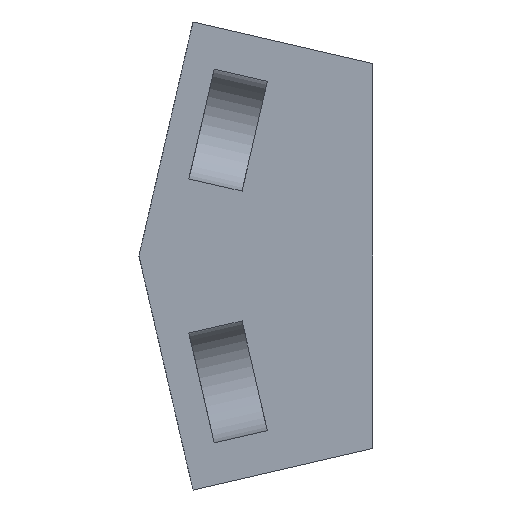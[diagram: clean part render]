
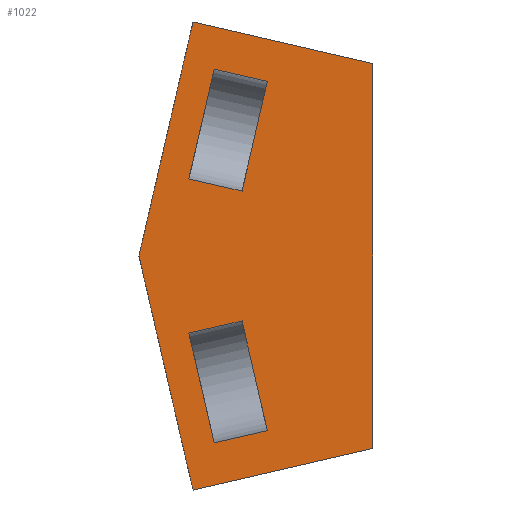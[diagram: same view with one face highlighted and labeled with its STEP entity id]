
A CAD part, front view. The second image highlights one B-rep face of the part: STEP entity #1022.
In plain terms, the highlighted planar face has unit normal (0, -1, 0).
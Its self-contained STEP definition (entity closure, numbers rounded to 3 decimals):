
#33=FACE_BOUND('',#213,.T.);
#34=FACE_BOUND('',#214,.T.);
#71=PLANE('',#1127);
#140=FACE_OUTER_BOUND('',#212,.T.);
#212=EDGE_LOOP('',(#946,#947,#948,#949,#950));
#213=EDGE_LOOP('',(#951,#952,#953,#954));
#214=EDGE_LOOP('',(#955,#956,#957,#958));
#217=LINE('',#1430,#323);
#223=LINE('',#1471,#329);
#228=LINE('',#1492,#334);
#233=LINE('',#1513,#339);
#236=LINE('',#1524,#342);
#241=LINE('',#1536,#347);
#245=LINE('',#1630,#351);
#311=LINE('',#1865,#417);
#313=LINE('',#1868,#419);
#315=LINE('',#1871,#421);
#316=LINE('',#1873,#422);
#317=LINE('',#1876,#423);
#319=LINE('',#1879,#425);
#323=VECTOR('',#1142,10.);
#329=VECTOR('',#1164,10.);
#334=VECTOR('',#1185,10.);
#339=VECTOR('',#1206,10.);
#342=VECTOR('',#1217,10.);
#347=VECTOR('',#1228,10.);
#351=VECTOR('',#1234,10.);
#417=VECTOR('',#1374,10.);
#419=VECTOR('',#1378,10.);
#421=VECTOR('',#1382,10.);
#422=VECTOR('',#1385,10.);
#423=VECTOR('',#1390,10.);
#425=VECTOR('',#1394,10.);
#458=VERTEX_POINT('',#1428);
#459=VERTEX_POINT('',#1429);
#468=VERTEX_POINT('',#1468);
#469=VERTEX_POINT('',#1470);
#476=VERTEX_POINT('',#1489);
#477=VERTEX_POINT('',#1491);
#483=VERTEX_POINT('',#1509);
#485=VERTEX_POINT('',#1512);
#488=VERTEX_POINT('',#1522);
#489=VERTEX_POINT('',#1523);
#493=VERTEX_POINT('',#1535);
#496=VERTEX_POINT('',#1628);
#497=VERTEX_POINT('',#1629);
#550=EDGE_CURVE('',#458,#459,#217,.T.);
#562=EDGE_CURVE('',#469,#468,#223,.T.);
#572=EDGE_CURVE('',#477,#476,#228,.T.);
#582=EDGE_CURVE('',#485,#483,#233,.T.);
#587=EDGE_CURVE('',#488,#489,#236,.T.);
#593=EDGE_CURVE('',#493,#488,#241,.T.);
#598=EDGE_CURVE('',#496,#497,#245,.T.);
#673=EDGE_CURVE('',#459,#477,#311,.T.);
#675=EDGE_CURVE('',#476,#458,#313,.T.);
#677=EDGE_CURVE('',#483,#469,#315,.T.);
#678=EDGE_CURVE('',#468,#485,#316,.T.);
#679=EDGE_CURVE('',#497,#493,#317,.T.);
#681=EDGE_CURVE('',#489,#496,#319,.T.);
#946=ORIENTED_EDGE('',*,*,#681,.F.);
#947=ORIENTED_EDGE('',*,*,#587,.F.);
#948=ORIENTED_EDGE('',*,*,#593,.F.);
#949=ORIENTED_EDGE('',*,*,#679,.F.);
#950=ORIENTED_EDGE('',*,*,#598,.F.);
#951=ORIENTED_EDGE('',*,*,#572,.T.);
#952=ORIENTED_EDGE('',*,*,#675,.T.);
#953=ORIENTED_EDGE('',*,*,#550,.T.);
#954=ORIENTED_EDGE('',*,*,#673,.T.);
#955=ORIENTED_EDGE('',*,*,#677,.T.);
#956=ORIENTED_EDGE('',*,*,#562,.T.);
#957=ORIENTED_EDGE('',*,*,#678,.T.);
#958=ORIENTED_EDGE('',*,*,#582,.T.);
#1022=ADVANCED_FACE('',(#140,#33,#34),#71,.F.);
#1127=AXIS2_PLACEMENT_3D('',#1882,#1398,#1399);
#1142=DIRECTION('',(-0.225,0.,-0.974));
#1164=DIRECTION('',(0.225,0.,-0.974));
#1185=DIRECTION('',(0.225,0.,0.974));
#1206=DIRECTION('',(-0.225,0.,0.974));
#1217=DIRECTION('',(0.225,0.,0.974));
#1228=DIRECTION('',(-0.225,0.,0.974));
#1234=DIRECTION('',(0.,0.,-1.));
#1374=DIRECTION('',(-0.974,0.,0.225));
#1378=DIRECTION('',(0.974,0.,-0.225));
#1382=DIRECTION('',(0.974,0.,0.225));
#1385=DIRECTION('',(-0.974,0.,-0.225));
#1390=DIRECTION('',(-0.974,0.,-0.225));
#1394=DIRECTION('',(0.974,0.,-0.225));
#1398=DIRECTION('center_axis',(0.,1.,0.));
#1399=DIRECTION('ref_axis',(0.,0.,1.));
#1428=CARTESIAN_POINT('',(32.911,0.,44.756));
#1429=CARTESIAN_POINT('',(26.418,0.,16.628));
#1430=CARTESIAN_POINT('',(27.933,0.,23.191));
#1468=CARTESIAN_POINT('',(32.911,0.,-44.756));
#1470=CARTESIAN_POINT('',(26.418,0.,-16.628));
#1471=CARTESIAN_POINT('',(24.686,0.,-9.127));
#1489=CARTESIAN_POINT('',(19.27,0.,47.905));
#1491=CARTESIAN_POINT('',(12.776,0.,19.777));
#1492=CARTESIAN_POINT('',(11.045,0.,12.277));
#1509=CARTESIAN_POINT('',(12.776,0.,-19.777));
#1512=CARTESIAN_POINT('',(19.27,0.,-47.905));
#1513=CARTESIAN_POINT('',(14.292,0.,-26.341));
#1522=CARTESIAN_POINT('',(0.,0.,0.));
#1523=CARTESIAN_POINT('',(13.852,0.,60.));
#1524=CARTESIAN_POINT('',(0.,0.,0.));
#1535=CARTESIAN_POINT('',(13.852,0.,-60.));
#1536=CARTESIAN_POINT('',(13.852,0.,-60.));
#1628=CARTESIAN_POINT('',(60.,0.,49.346));
#1629=CARTESIAN_POINT('',(60.,0.,-49.346));
#1630=CARTESIAN_POINT('',(60.,0.,49.346));
#1865=CARTESIAN_POINT('',(29.94,0.,15.814));
#1868=CARTESIAN_POINT('',(29.614,0.,45.517));
#1871=CARTESIAN_POINT('',(23.12,0.,-17.389));
#1873=CARTESIAN_POINT('',(36.434,0.,-43.943));
#1876=CARTESIAN_POINT('',(60.,0.,-49.346));
#1879=CARTESIAN_POINT('',(13.852,0.,60.));
#1882=CARTESIAN_POINT('Origin',(30.,0.,0.));
